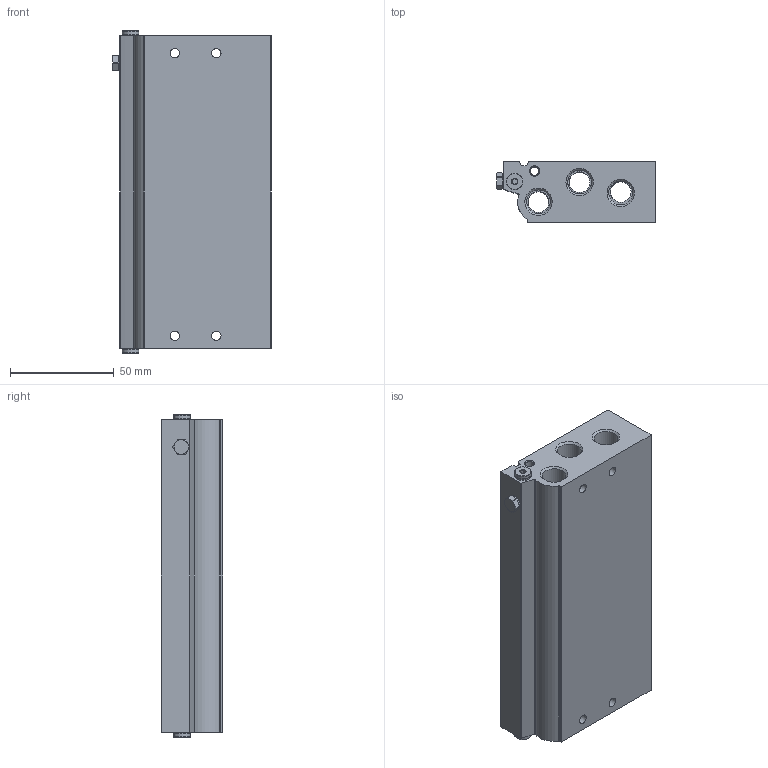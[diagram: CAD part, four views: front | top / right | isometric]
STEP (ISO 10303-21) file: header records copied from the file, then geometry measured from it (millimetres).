
FILE_DESCRIPTION(/* description */ ('STEP AP214'),/* implementation_level */ '2;1');
FILE_NAME(/* name */ '566648_VABM-L1-14W-G14-8',/* time_stamp */ '2024-09-16T01:50:24+02:00',/* author */ ('License CC BY-ND 4.0'),/* organization */ ('CADENAS'),/* preprocessor_version */ 'ST-DEVELOPER v19.3',/* originating_system */ 'PARTsolutions',/* authorisation */ ' ');
FILE_SCHEMA (('AUTOMOTIVE_DESIGN {1 0 10303 214 3 1 1}'));
Length unit declared in the file: millimetre
Products named in the file (4): 566648 VABM-L1-14W-G14-8; 566648 VABM-L1-14W-G14-8---(L1-P); 174308 B-M5-B; 743818 VUVG---(VS)
Assembly tree (4 placements, depth 2):
  566648 VABM-L1-14W-G14-8
    566648 VABM-L1-14W-G14-8---(L1-P)
    174308 B-M5-B  x2
    743818 VUVG---(VS)
Bounding box: 76.4 x 29.5 x 155.3 mm (x, y, z)
Volume: 222997.5 mm3; surface area: 77995.5 mm2
Topology: 4 solids, 4 shells, 684 faces, 1782 edges, 1159 vertices
Faces by surface type: plane 299, cylinder 241, cone 131, torus 13
Full cylindrical faces by diameter (mm): 0.7 x2, 0.9 x2, 1.6 x16, 2 x2, 2.013 x16, 2.35 x1, 2.5 x1, 3.3 x1, 3.4 x2, 3.5 x1, 4.019 x1, 4.1 x1, 4.134 x6, 4.5 x4, 4.65 x2, 5 x3, 5.8 x56, 7 x1, 7.2 x2, 8 x4, 8.566 x32, 9.728 x16, 10 x3, 11.445 x12, 13.157 x6
Entity records: 18847 total; most frequent: CARTESIAN_POINT 4155, DIRECTION 2891, ORIENTED_EDGE 2428, EDGE_CURVE 1214, FACE_BOUND 1213, AXIS2_PLACEMENT_3D 1170, EDGE_LOOP 1157, VERTEX_POINT 987
